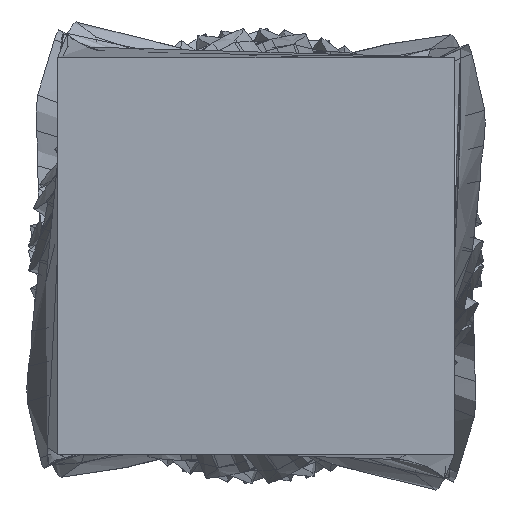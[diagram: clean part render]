
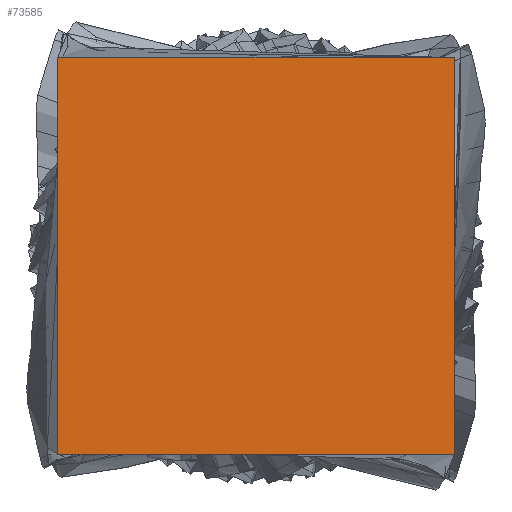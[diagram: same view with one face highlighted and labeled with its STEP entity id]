
A CAD part, front view. The second image highlights one B-rep face of the part: STEP entity #73585.
In plain terms, the highlighted planar face has unit normal (0, -1, 0).
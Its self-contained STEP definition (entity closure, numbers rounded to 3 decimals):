
#228 = AXIS2_PLACEMENT_3D ( 'NONE', #25968, #50615, #74715 ) ;
#1345 = DIRECTION ( 'NONE',  ( 0., 0., -1. ) ) ;
#11661 = ORIENTED_EDGE ( 'NONE', *, *, #44825, .T. ) ;
#12210 = VECTOR ( 'NONE', #118360, 1000. ) ;
#18047 = ORIENTED_EDGE ( 'NONE', *, *, #122789, .T. ) ;
#21157 = FACE_OUTER_BOUND ( 'NONE', #136775, .T. ) ;
#25375 = DIRECTION ( 'NONE',  ( 0., 0., 1. ) ) ;
#25968 = CARTESIAN_POINT ( 'NONE',  ( 0., -220., 0. ) ) ;
#34022 = ORIENTED_EDGE ( 'NONE', *, *, #47149, .T. ) ;
#43190 = VERTEX_POINT ( 'NONE', #124703 ) ;
#43332 = CARTESIAN_POINT ( 'NONE',  ( -6., -220., 6. ) ) ;
#44825 = EDGE_CURVE ( 'NONE', #43190, #133873, #155303, .T. ) ;
#47149 = EDGE_CURVE ( 'NONE', #133873, #149748, #57332, .T. ) ;
#50615 = DIRECTION ( 'NONE',  ( 0., -1., 0. ) ) ;
#57332 = LINE ( 'NONE', #101001, #153252 ) ;
#66535 = CARTESIAN_POINT ( 'NONE',  ( -6., -220., -6. ) ) ;
#67909 = EDGE_CURVE ( 'NONE', #147549, #43190, #117523, .T. ) ;
#73585 = ADVANCED_FACE ( 'NONE', ( #21157 ), #88429, .T. ) ;
#74715 = DIRECTION ( 'NONE',  ( 0., 0., -1. ) ) ;
#77516 = DIRECTION ( 'NONE',  ( 1., 0., 0. ) ) ;
#82498 = LINE ( 'NONE', #66535, #113729 ) ;
#88429 = PLANE ( 'NONE',  #228 ) ;
#101001 = CARTESIAN_POINT ( 'NONE',  ( -6., -220., 6. ) ) ;
#103178 = CARTESIAN_POINT ( 'NONE',  ( -6., -220., -6. ) ) ;
#104000 = CARTESIAN_POINT ( 'NONE',  ( 6., -220., -6. ) ) ;
#113560 = VECTOR ( 'NONE', #25375, 1000. ) ;
#113729 = VECTOR ( 'NONE', #77516, 1000. ) ;
#116196 = CARTESIAN_POINT ( 'NONE',  ( -6., -220., 6. ) ) ;
#117523 = LINE ( 'NONE', #162196, #113560 ) ;
#118360 = DIRECTION ( 'NONE',  ( -1., 0., 0. ) ) ;
#122789 = EDGE_CURVE ( 'NONE', #149748, #147549, #82498, .T. ) ;
#124703 = CARTESIAN_POINT ( 'NONE',  ( 6., -220., 6. ) ) ;
#133873 = VERTEX_POINT ( 'NONE', #116196 ) ;
#136775 = EDGE_LOOP ( 'NONE', ( #161114, #11661, #34022, #18047 ) ) ;
#147549 = VERTEX_POINT ( 'NONE', #104000 ) ;
#149748 = VERTEX_POINT ( 'NONE', #103178 ) ;
#153252 = VECTOR ( 'NONE', #1345, 1000. ) ;
#155303 = LINE ( 'NONE', #43332, #12210 ) ;
#161114 = ORIENTED_EDGE ( 'NONE', *, *, #67909, .T. ) ;
#162196 = CARTESIAN_POINT ( 'NONE',  ( 6., -220., 6. ) ) ;
